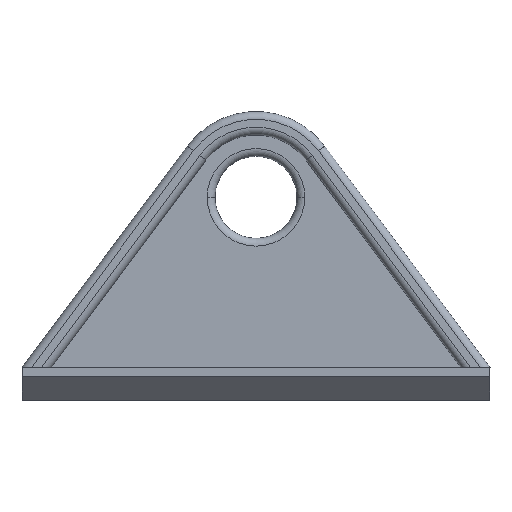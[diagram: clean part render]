
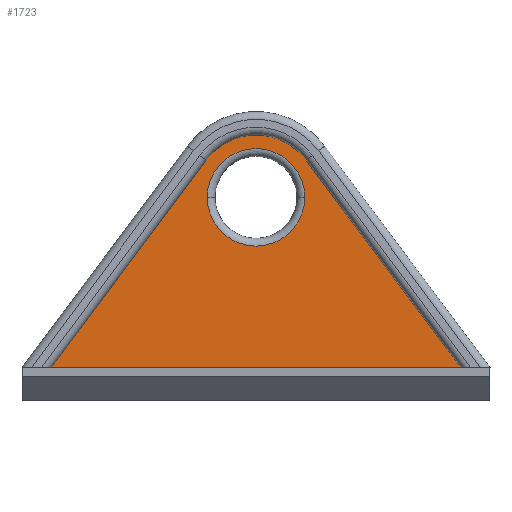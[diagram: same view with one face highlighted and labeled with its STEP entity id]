
A CAD part, left-side view. The second image highlights one B-rep face of the part: STEP entity #1723.
In plain terms, the highlighted planar face has unit normal (-1, 0, 0).
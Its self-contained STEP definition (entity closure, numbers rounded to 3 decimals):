
#943=DIRECTION('',(0.,1.,0.));
#944=VECTOR('',#943,52.513);
#945=CARTESIAN_POINT('',(-1.3,-26.256,4.2));
#946=LINE('',#945,#944);
#950=DIRECTION('',(0.,-0.598,0.801));
#951=VECTOR('',#950,33.176);
#952=CARTESIAN_POINT('',(-1.3,26.256,4.2));
#953=LINE('',#952,#951);
#957=CARTESIAN_POINT('',(-1.3,0.,26.));
#958=DIRECTION('',(1.,0.,0.));
#959=DIRECTION('',(0.,0.801,0.598));
#960=AXIS2_PLACEMENT_3D('',#957,#958,#959);
#965=DIRECTION('',(0.,-0.598,-0.801));
#966=VECTOR('',#965,33.176);
#967=CARTESIAN_POINT('',(-1.3,-6.411,30.786));
#968=LINE('',#967,#966);
#972=CARTESIAN_POINT('',(-1.3,0.,26.));
#973=DIRECTION('',(1.,0.,0.));
#974=DIRECTION('',(0.,1.,0.));
#975=AXIS2_PLACEMENT_3D('',#972,#973,#974);
#980=CARTESIAN_POINT('',(-1.3,0.,26.));
#981=DIRECTION('',(1.,0.,0.));
#982=DIRECTION('',(0.,-1.,0.));
#983=AXIS2_PLACEMENT_3D('',#980,#981,#982);
#1109=CARTESIAN_POINT('',(-1.3,-26.256,4.2));
#1110=CARTESIAN_POINT('',(-1.3,26.256,4.2));
#1111=VERTEX_POINT('',#1109);
#1112=VERTEX_POINT('',#1110);
#1113=CARTESIAN_POINT('',(-1.3,6.411,30.786));
#1114=VERTEX_POINT('',#1113);
#1115=CARTESIAN_POINT('',(-1.3,-6.411,30.786));
#1116=VERTEX_POINT('',#1115);
#1189=CARTESIAN_POINT('',(-1.3,6.25,26.));
#1190=CARTESIAN_POINT('',(-1.3,-6.25,26.));
#1191=VERTEX_POINT('',#1189);
#1192=VERTEX_POINT('',#1190);
#1704=CARTESIAN_POINT('',(-1.3,-30.,0.));
#1705=DIRECTION('',(1.,0.,0.));
#1706=DIRECTION('',(0.,-1.,0.));
#1707=AXIS2_PLACEMENT_3D('',#1704,#1705,#1706);
#1708=PLANE('',#1707);
#1709=ORIENTED_EDGE('',*,*,#1236,.T.);
#1711=ORIENTED_EDGE('',*,*,#1710,.T.);
#1713=ORIENTED_EDGE('',*,*,#1712,.T.);
#1715=ORIENTED_EDGE('',*,*,#1714,.T.);
#1716=EDGE_LOOP('',(#1709,#1711,#1713,#1715));
#1717=FACE_OUTER_BOUND('',#1716,.F.);
#1718=ORIENTED_EDGE('',*,*,#1694,.F.);
#1720=ORIENTED_EDGE('',*,*,#1719,.F.);
#1721=EDGE_LOOP('',(#1718,#1720));
#1722=FACE_BOUND('',#1721,.F.);
#961=CIRCLE('',#960,8.);
#976=CIRCLE('',#975,6.25);
#984=CIRCLE('',#983,6.25);
#1236=EDGE_CURVE('',#1111,#1112,#946,.T.);
#1694=EDGE_CURVE('',#1191,#1192,#976,.T.);
#1710=EDGE_CURVE('',#1112,#1114,#953,.T.);
#1712=EDGE_CURVE('',#1114,#1116,#961,.T.);
#1714=EDGE_CURVE('',#1116,#1111,#968,.T.);
#1719=EDGE_CURVE('',#1192,#1191,#984,.T.);
#1723=ADVANCED_FACE('',(#1717,#1722),#1708,.F.);
